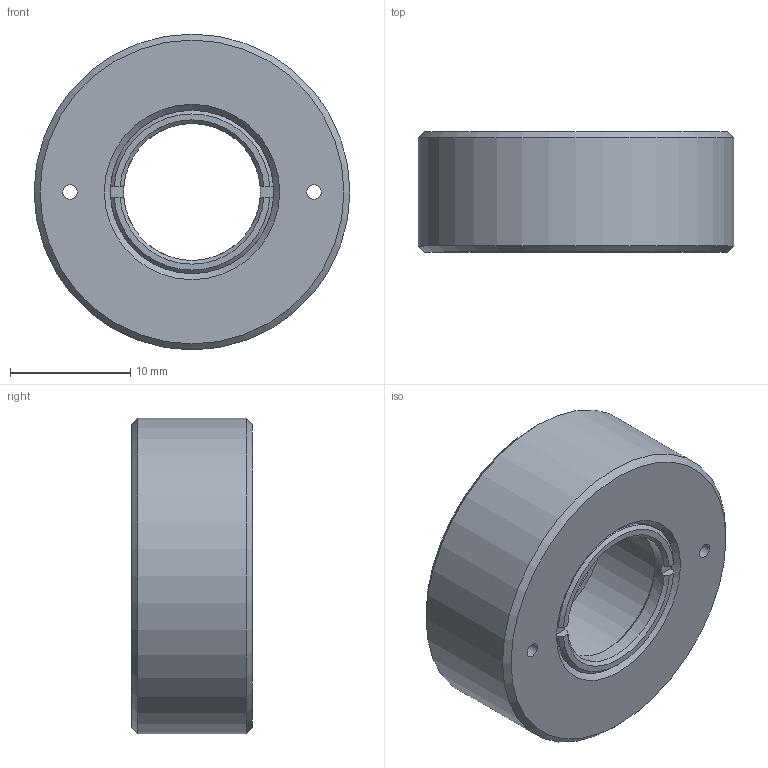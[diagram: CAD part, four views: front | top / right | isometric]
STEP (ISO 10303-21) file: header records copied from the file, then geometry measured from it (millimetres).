
FILE_DESCRIPTION (( 'STEP AP203' ), '1' );
FILE_NAME ('530216.step', '2025-08-20T01:24:11', ( 'Windows User' ), ( 'P R C' ), 'SwSTEP 2.0', 'SolidWorks 2020', '' );
FILE_SCHEMA (( 'CONFIG_CONTROL_DESIGN' ));
Length unit declared in the file: millimetre
Products named in the file (3): SM1-SM05BT; SM05R; 530216
Assembly tree (3 placements, depth 2):
  530216
    SM1-SM05BT
    SM05R  x2
Bounding box: 26.29 x 10 x 26.29 mm (x, y, z)
Volume: 4053.7 mm3; surface area: 2431.2 mm2
Topology: 3 solids, 3 shells, 44 faces, 117 edges, 77 vertices
Faces by surface type: plane 20, cone 16, cylinder 8
Full cylindrical faces by diameter (mm): 1.2 x2, 11.4 x2, 13.59 x3, 26.29 x1
Entity records: 1083 total; most frequent: CARTESIAN_POINT 149, DIRECTION 138, ORIENTED_EDGE 104, AXIS2_PLACEMENT_3D 61, EDGE_CURVE 52, EDGE_LOOP 46, VERTEX_POINT 40, FACE_OUTER_BOUND 33
